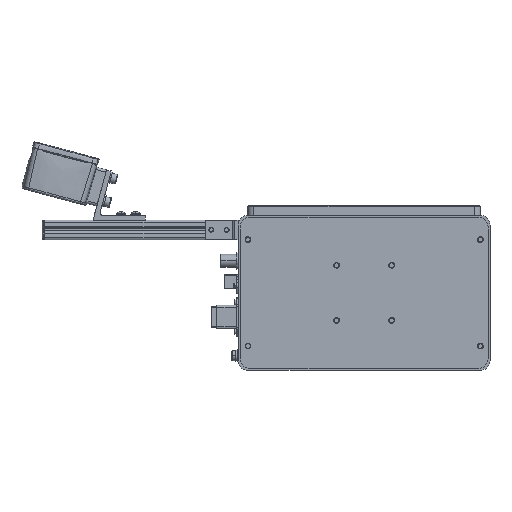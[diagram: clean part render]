
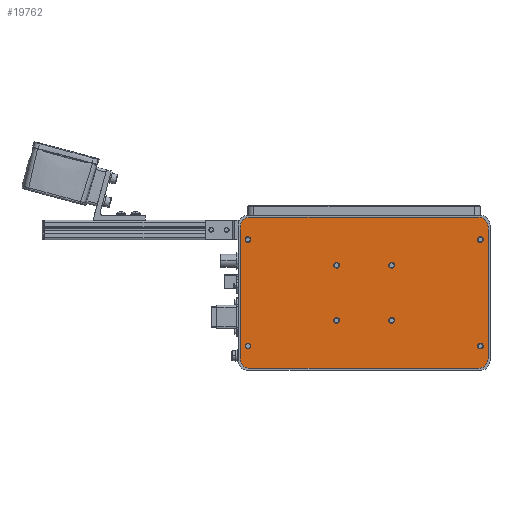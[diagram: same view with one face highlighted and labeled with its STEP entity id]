
A CAD part, front view. The second image highlights one B-rep face of the part: STEP entity #19762.
In plain terms, the highlighted face is planar.
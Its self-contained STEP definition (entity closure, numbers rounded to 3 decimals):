
#19293=CARTESIAN_POINT('',(-120.,55.,5.));
#19294=DIRECTION('',(0.,0.,1.));
#19295=DIRECTION('',(-1.,0.,0.));
#19296=AXIS2_PLACEMENT_3D('',#19293,#19294,#19295);
#19298=CARTESIAN_POINT('',(-120.,55.,5.));
#19299=DIRECTION('',(0.,0.,1.));
#19300=DIRECTION('',(1.,0.,0.));
#19301=AXIS2_PLACEMENT_3D('',#19298,#19299,#19300);
#19303=CARTESIAN_POINT('',(120.,55.,5.));
#19304=DIRECTION('',(0.,0.,1.));
#19305=DIRECTION('',(-1.,0.,0.));
#19306=AXIS2_PLACEMENT_3D('',#19303,#19304,#19305);
#19308=CARTESIAN_POINT('',(120.,55.,5.));
#19309=DIRECTION('',(0.,0.,1.));
#19310=DIRECTION('',(1.,0.,0.));
#19311=AXIS2_PLACEMENT_3D('',#19308,#19309,#19310);
#19313=CARTESIAN_POINT('',(-120.,-55.,5.));
#19314=DIRECTION('',(0.,0.,1.));
#19315=DIRECTION('',(-1.,0.,0.));
#19316=AXIS2_PLACEMENT_3D('',#19313,#19314,#19315);
#19318=CARTESIAN_POINT('',(-120.,-55.,5.));
#19319=DIRECTION('',(0.,0.,1.));
#19320=DIRECTION('',(1.,0.,0.));
#19321=AXIS2_PLACEMENT_3D('',#19318,#19319,#19320);
#19323=CARTESIAN_POINT('',(120.,-55.,5.));
#19324=DIRECTION('',(0.,0.,1.));
#19325=DIRECTION('',(-1.,0.,0.));
#19326=AXIS2_PLACEMENT_3D('',#19323,#19324,#19325);
#19328=CARTESIAN_POINT('',(120.,-55.,5.));
#19329=DIRECTION('',(0.,0.,1.));
#19330=DIRECTION('',(1.,0.,0.));
#19331=AXIS2_PLACEMENT_3D('',#19328,#19329,#19330);
#19333=CARTESIAN_POINT('',(-28.5,28.5,5.));
#19334=DIRECTION('',(0.,0.,1.));
#19335=DIRECTION('',(-1.,0.,0.));
#19336=AXIS2_PLACEMENT_3D('',#19333,#19334,#19335);
#19338=CARTESIAN_POINT('',(-28.5,28.5,5.));
#19339=DIRECTION('',(0.,0.,1.));
#19340=DIRECTION('',(1.,0.,0.));
#19341=AXIS2_PLACEMENT_3D('',#19338,#19339,#19340);
#19343=CARTESIAN_POINT('',(28.5,28.5,5.));
#19344=DIRECTION('',(0.,0.,1.));
#19345=DIRECTION('',(-1.,0.,0.));
#19346=AXIS2_PLACEMENT_3D('',#19343,#19344,#19345);
#19348=CARTESIAN_POINT('',(28.5,28.5,5.));
#19349=DIRECTION('',(0.,0.,1.));
#19350=DIRECTION('',(1.,0.,0.));
#19351=AXIS2_PLACEMENT_3D('',#19348,#19349,#19350);
#19353=CARTESIAN_POINT('',(-28.5,-28.5,5.));
#19354=DIRECTION('',(0.,0.,1.));
#19355=DIRECTION('',(-1.,0.,0.));
#19356=AXIS2_PLACEMENT_3D('',#19353,#19354,#19355);
#19358=CARTESIAN_POINT('',(-28.5,-28.5,5.));
#19359=DIRECTION('',(0.,0.,1.));
#19360=DIRECTION('',(1.,0.,0.));
#19361=AXIS2_PLACEMENT_3D('',#19358,#19359,#19360);
#19363=CARTESIAN_POINT('',(28.5,-28.5,5.));
#19364=DIRECTION('',(0.,0.,1.));
#19365=DIRECTION('',(-1.,0.,0.));
#19366=AXIS2_PLACEMENT_3D('',#19363,#19364,#19365);
#19368=CARTESIAN_POINT('',(28.5,-28.5,5.));
#19369=DIRECTION('',(0.,0.,1.));
#19370=DIRECTION('',(1.,0.,0.));
#19371=AXIS2_PLACEMENT_3D('',#19368,#19369,#19370);
#19373=CARTESIAN_POINT('',(118.,-68.,5.));
#19374=DIRECTION('',(0.,0.,1.));
#19375=DIRECTION('',(0.,-1.,0.));
#19376=AXIS2_PLACEMENT_3D('',#19373,#19374,#19375);
#19378=DIRECTION('',(1.,0.,0.));
#19379=VECTOR('',#19378,236.);
#19380=CARTESIAN_POINT('',(-118.,-78.,5.));
#19381=LINE('',#19380,#19379);
#19382=CARTESIAN_POINT('',(-118.,-68.,5.));
#19383=DIRECTION('',(0.,0.,1.));
#19384=DIRECTION('',(-1.,0.,0.));
#19385=AXIS2_PLACEMENT_3D('',#19382,#19383,#19384);
#19387=DIRECTION('',(0.,-1.,0.));
#19388=VECTOR('',#19387,136.);
#19389=CARTESIAN_POINT('',(-128.,68.,5.));
#19390=LINE('',#19389,#19388);
#19391=CARTESIAN_POINT('',(-118.,68.,5.));
#19392=DIRECTION('',(0.,0.,1.));
#19393=DIRECTION('',(0.,1.,0.));
#19394=AXIS2_PLACEMENT_3D('',#19391,#19392,#19393);
#19396=DIRECTION('',(-1.,0.,0.));
#19397=VECTOR('',#19396,236.);
#19398=CARTESIAN_POINT('',(118.,78.,5.));
#19399=LINE('',#19398,#19397);
#19400=CARTESIAN_POINT('',(118.,68.,5.));
#19401=DIRECTION('',(0.,0.,1.));
#19402=DIRECTION('',(1.,0.,0.));
#19403=AXIS2_PLACEMENT_3D('',#19400,#19401,#19402);
#19405=DIRECTION('',(0.,1.,0.));
#19406=VECTOR('',#19405,136.);
#19407=CARTESIAN_POINT('',(128.,-68.,5.));
#19408=LINE('',#19407,#19406);
#19501=CARTESIAN_POINT('',(-122.5,55.,5.));
#19502=CARTESIAN_POINT('',(-117.5,55.,5.));
#19503=VERTEX_POINT('',#19501);
#19504=VERTEX_POINT('',#19502);
#19509=CARTESIAN_POINT('',(117.5,55.,5.));
#19510=CARTESIAN_POINT('',(122.5,55.,5.));
#19511=VERTEX_POINT('',#19509);
#19512=VERTEX_POINT('',#19510);
#19517=CARTESIAN_POINT('',(-122.5,-55.,5.));
#19518=CARTESIAN_POINT('',(-117.5,-55.,5.));
#19519=VERTEX_POINT('',#19517);
#19520=VERTEX_POINT('',#19518);
#19525=CARTESIAN_POINT('',(117.5,-55.,5.));
#19526=CARTESIAN_POINT('',(122.5,-55.,5.));
#19527=VERTEX_POINT('',#19525);
#19528=VERTEX_POINT('',#19526);
#19533=CARTESIAN_POINT('',(-31.,28.5,5.));
#19534=CARTESIAN_POINT('',(-26.,28.5,5.));
#19535=VERTEX_POINT('',#19533);
#19536=VERTEX_POINT('',#19534);
#19541=CARTESIAN_POINT('',(26.,28.5,5.));
#19542=CARTESIAN_POINT('',(31.,28.5,5.));
#19543=VERTEX_POINT('',#19541);
#19544=VERTEX_POINT('',#19542);
#19549=CARTESIAN_POINT('',(-31.,-28.5,5.));
#19550=CARTESIAN_POINT('',(-26.,-28.5,5.));
#19551=VERTEX_POINT('',#19549);
#19552=VERTEX_POINT('',#19550);
#19557=CARTESIAN_POINT('',(26.,-28.5,5.));
#19558=CARTESIAN_POINT('',(31.,-28.5,5.));
#19559=VERTEX_POINT('',#19557);
#19560=VERTEX_POINT('',#19558);
#19565=CARTESIAN_POINT('',(118.,-78.,5.));
#19566=VERTEX_POINT('',#19565);
#19567=CARTESIAN_POINT('',(128.,-68.,5.));
#19568=VERTEX_POINT('',#19567);
#19573=CARTESIAN_POINT('',(128.,68.,5.));
#19574=VERTEX_POINT('',#19573);
#19575=CARTESIAN_POINT('',(118.,78.,5.));
#19576=VERTEX_POINT('',#19575);
#19581=CARTESIAN_POINT('',(-118.,78.,5.));
#19582=VERTEX_POINT('',#19581);
#19583=CARTESIAN_POINT('',(-128.,68.,5.));
#19584=VERTEX_POINT('',#19583);
#19589=CARTESIAN_POINT('',(-128.,-68.,5.));
#19590=VERTEX_POINT('',#19589);
#19591=CARTESIAN_POINT('',(-118.,-78.,5.));
#19592=VERTEX_POINT('',#19591);
#19693=CARTESIAN_POINT('',(0.,0.,5.));
#19694=DIRECTION('',(0.,0.,1.));
#19695=DIRECTION('',(1.,0.,0.));
#19696=AXIS2_PLACEMENT_3D('',#19693,#19694,#19695);
#19697=PLANE('',#19696);
#19699=ORIENTED_EDGE('',*,*,#19698,.F.);
#19701=ORIENTED_EDGE('',*,*,#19700,.F.);
#19703=ORIENTED_EDGE('',*,*,#19702,.F.);
#19705=ORIENTED_EDGE('',*,*,#19704,.F.);
#19707=ORIENTED_EDGE('',*,*,#19706,.F.);
#19709=ORIENTED_EDGE('',*,*,#19708,.F.);
#19711=ORIENTED_EDGE('',*,*,#19710,.F.);
#19713=ORIENTED_EDGE('',*,*,#19712,.F.);
#19714=EDGE_LOOP('',(#19699,#19701,#19703,#19705,#19707,#19709,#19711,#19713));
#19715=FACE_OUTER_BOUND('',#19714,.F.);
#19716=ORIENTED_EDGE('',*,*,#19673,.T.);
#19717=ORIENTED_EDGE('',*,*,#19687,.T.);
#19718=EDGE_LOOP('',(#19716,#19717));
#19719=FACE_BOUND('',#19718,.F.);
#19721=ORIENTED_EDGE('',*,*,#19720,.T.);
#19723=ORIENTED_EDGE('',*,*,#19722,.T.);
#19724=EDGE_LOOP('',(#19721,#19723));
#19725=FACE_BOUND('',#19724,.F.);
#19727=ORIENTED_EDGE('',*,*,#19726,.T.);
#19729=ORIENTED_EDGE('',*,*,#19728,.T.);
#19730=EDGE_LOOP('',(#19727,#19729));
#19731=FACE_BOUND('',#19730,.F.);
#19733=ORIENTED_EDGE('',*,*,#19732,.T.);
#19735=ORIENTED_EDGE('',*,*,#19734,.T.);
#19736=EDGE_LOOP('',(#19733,#19735));
#19737=FACE_BOUND('',#19736,.F.);
#19739=ORIENTED_EDGE('',*,*,#19738,.T.);
#19741=ORIENTED_EDGE('',*,*,#19740,.T.);
#19742=EDGE_LOOP('',(#19739,#19741));
#19743=FACE_BOUND('',#19742,.F.);
#19745=ORIENTED_EDGE('',*,*,#19744,.T.);
#19747=ORIENTED_EDGE('',*,*,#19746,.T.);
#19748=EDGE_LOOP('',(#19745,#19747));
#19749=FACE_BOUND('',#19748,.F.);
#19751=ORIENTED_EDGE('',*,*,#19750,.T.);
#19753=ORIENTED_EDGE('',*,*,#19752,.T.);
#19754=EDGE_LOOP('',(#19751,#19753));
#19755=FACE_BOUND('',#19754,.F.);
#19757=ORIENTED_EDGE('',*,*,#19756,.T.);
#19759=ORIENTED_EDGE('',*,*,#19758,.T.);
#19760=EDGE_LOOP('',(#19757,#19759));
#19761=FACE_BOUND('',#19760,.F.);
#19762=ADVANCED_FACE('',(#19715,#19719,#19725,#19731,#19737,#19743,#19749,
#19755,#19761),#19697,.T.);
#19297=CIRCLE('',#19296,2.5);
#19302=CIRCLE('',#19301,2.5);
#19307=CIRCLE('',#19306,2.5);
#19312=CIRCLE('',#19311,2.5);
#19317=CIRCLE('',#19316,2.5);
#19322=CIRCLE('',#19321,2.5);
#19327=CIRCLE('',#19326,2.5);
#19332=CIRCLE('',#19331,2.5);
#19337=CIRCLE('',#19336,2.5);
#19342=CIRCLE('',#19341,2.5);
#19347=CIRCLE('',#19346,2.5);
#19352=CIRCLE('',#19351,2.5);
#19357=CIRCLE('',#19356,2.5);
#19362=CIRCLE('',#19361,2.5);
#19367=CIRCLE('',#19366,2.5);
#19372=CIRCLE('',#19371,2.5);
#19377=CIRCLE('',#19376,10.);
#19386=CIRCLE('',#19385,10.);
#19395=CIRCLE('',#19394,10.);
#19404=CIRCLE('',#19403,10.);
#19673=EDGE_CURVE('',#19503,#19504,#19297,.T.);
#19687=EDGE_CURVE('',#19504,#19503,#19302,.T.);
#19698=EDGE_CURVE('',#19566,#19568,#19377,.T.);
#19700=EDGE_CURVE('',#19592,#19566,#19381,.T.);
#19702=EDGE_CURVE('',#19590,#19592,#19386,.T.);
#19704=EDGE_CURVE('',#19584,#19590,#19390,.T.);
#19706=EDGE_CURVE('',#19582,#19584,#19395,.T.);
#19708=EDGE_CURVE('',#19576,#19582,#19399,.T.);
#19710=EDGE_CURVE('',#19574,#19576,#19404,.T.);
#19712=EDGE_CURVE('',#19568,#19574,#19408,.T.);
#19720=EDGE_CURVE('',#19511,#19512,#19307,.T.);
#19722=EDGE_CURVE('',#19512,#19511,#19312,.T.);
#19726=EDGE_CURVE('',#19519,#19520,#19317,.T.);
#19728=EDGE_CURVE('',#19520,#19519,#19322,.T.);
#19732=EDGE_CURVE('',#19527,#19528,#19327,.T.);
#19734=EDGE_CURVE('',#19528,#19527,#19332,.T.);
#19738=EDGE_CURVE('',#19535,#19536,#19337,.T.);
#19740=EDGE_CURVE('',#19536,#19535,#19342,.T.);
#19744=EDGE_CURVE('',#19543,#19544,#19347,.T.);
#19746=EDGE_CURVE('',#19544,#19543,#19352,.T.);
#19750=EDGE_CURVE('',#19551,#19552,#19357,.T.);
#19752=EDGE_CURVE('',#19552,#19551,#19362,.T.);
#19756=EDGE_CURVE('',#19559,#19560,#19367,.T.);
#19758=EDGE_CURVE('',#19560,#19559,#19372,.T.);
